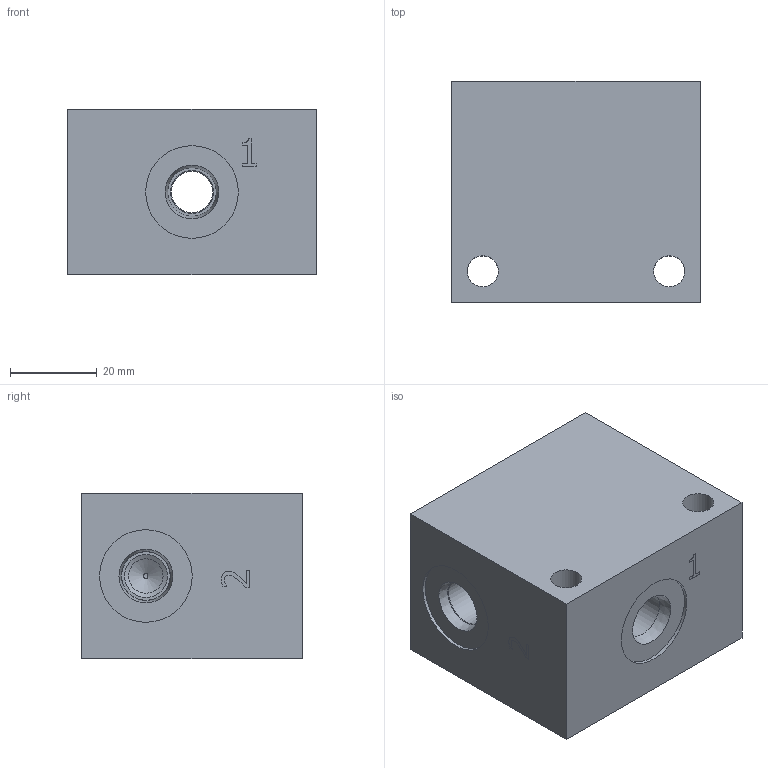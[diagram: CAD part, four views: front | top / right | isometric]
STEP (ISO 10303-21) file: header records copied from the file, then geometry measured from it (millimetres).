
FILE_DESCRIPTION(/* description */ (''),/* implementation_level */ '2;1');
FILE_NAME(/* name */ '_C082CB4S.stp',/* time_stamp */ '2021-12-10T07:41:17-05:00',/* author */ ('dominicc'),/* organization */ (''),/* preprocessor_version */ 'ST-DEVELOPER v18.1',/* originating_system */ 'Autodesk Inventor 2022',/* authorisation */ '');
FILE_SCHEMA (('AUTOMOTIVE_DESIGN { 1 0 10303 214 3 1 1 }'));
Length unit declared in the file: millimetre
Products named in the file (1): Part_AC082CB4S.C13308R0_3D
Bounding box: 57.15 x 50.8 x 38.1 mm (x, y, z)
Volume: 96533.3 mm3; surface area: 18256.4 mm2
Topology: 1 solids, 1 shells, 381 faces, 1017 edges, 672 vertices
Faces by surface type: plane 228, bspline 124, cylinder 17, cone 12
Full cylindrical faces by diameter (mm): 7.137 x2, 7.915 x1, 9.525 x1, 9.881 x2, 11.125 x3, 12.395 x1, 12.73 x1, 17.424 x1, 19.05 x1, 19.21 x1, 21.285 x2, 30.18 x1
Entity records: 12788 total; most frequent: CARTESIAN_POINT 3718, ORIENTED_EDGE 2034, DIRECTION 1320, EDGE_CURVE 1017, LINE 726, VECTOR 726, VERTEX_POINT 672, EDGE_LOOP 423
